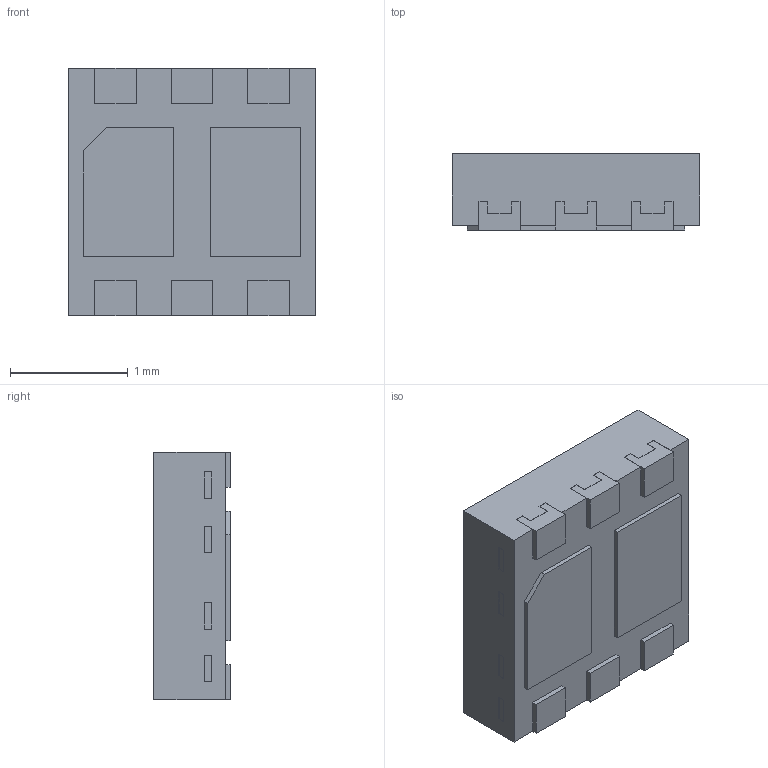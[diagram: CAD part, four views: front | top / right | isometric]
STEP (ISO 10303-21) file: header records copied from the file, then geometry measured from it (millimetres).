
FILE_DESCRIPTION (( 'STEP AP214' ), '1' );
FILE_NAME ('PMDPB30XNAX.STEP', '2024-12-04T13:50:44', ( '' ), ( '' ), 'SwSTEP 2.0', 'SolidWorks 2024', '' );
FILE_SCHEMA (( 'AUTOMOTIVE_DESIGN' ));
Length unit declared in the file: millimetre
Products named in the file (1): PMDPB30XNAX
Bounding box: 2.1 x 0.65 x 2.1 mm (x, y, z)
Volume: 2.8 mm3; surface area: 14.6 mm2
Topology: 1 solids, 1 shells, 117 faces, 315 edges, 210 vertices
Faces by surface type: plane 117
Entity records: 3678 total; most frequent: CARTESIAN_POINT 643, ORIENTED_EDGE 630, DIRECTION 551, VECTOR 315, LINE 315, EDGE_CURVE 315, VERTEX_POINT 210, EDGE_LOOP 127
